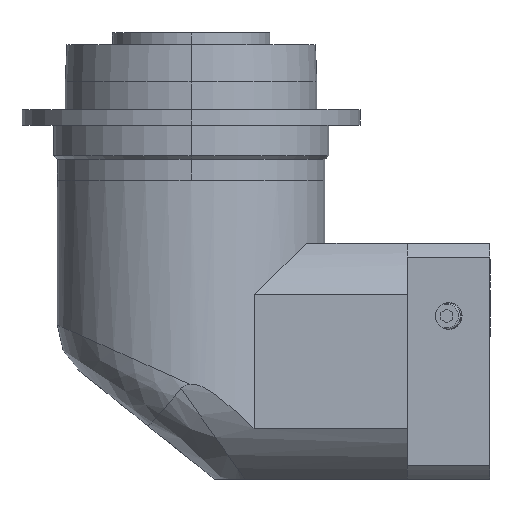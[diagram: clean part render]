
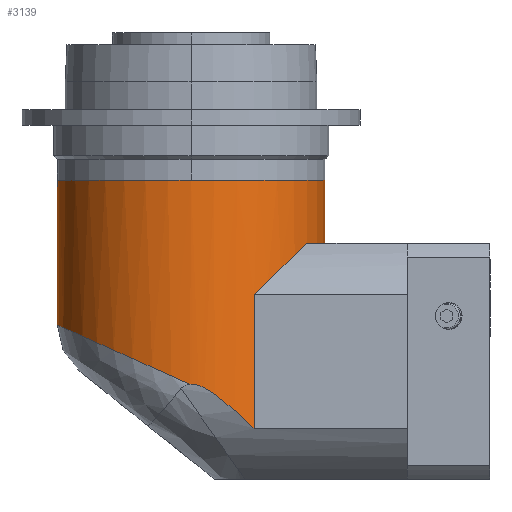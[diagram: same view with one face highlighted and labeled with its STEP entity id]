
A CAD part, left-side view. The second image highlights one B-rep face of the part: STEP entity #3139.
In plain terms, the highlighted cylindrical face has radius 34 mm (diameter 68 mm), a partial arc.
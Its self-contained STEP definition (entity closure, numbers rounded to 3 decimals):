
#71 = CARTESIAN_POINT ( 'NONE',  ( -33.973, -1.425, -53.009 ) ) ;
#188 = CARTESIAN_POINT ( 'NONE',  ( -25.253, -22.779, -23.482 ) ) ;
#292 = EDGE_CURVE ( 'NONE', #4284, #3144, #6759, .T. ) ;
#318 = EDGE_CURVE ( 'NONE', #4026, #9343, #6021, .T. ) ;
#365 = CIRCLE ( 'NONE', #4902, 34. ) ;
#371 = EDGE_CURVE ( 'NONE', #9343, #2671, #7415, .T. ) ;
#486 = ORIENTED_EDGE ( 'NONE', *, *, #371, .T. ) ;
#515 = CARTESIAN_POINT ( 'NONE',  ( -31.165, -13.655, -61.848 ) ) ;
#566 = FACE_OUTER_BOUND ( 'NONE', #5772, .T. ) ;
#865 = CARTESIAN_POINT ( 'NONE',  ( -33.899, -2.652, -53.414 ) ) ;
#994 = CARTESIAN_POINT ( 'NONE',  ( -26.744, -21.008, -25.193 ) ) ;
#1052 = ORIENTED_EDGE ( 'NONE', *, *, #318, .T. ) ;
#1196 = CARTESIAN_POINT ( 'NONE',  ( 0., -34., -1. ) ) ;
#1303 = DIRECTION ( 'NONE',  ( 1., 0., 0. ) ) ;
#1321 = CARTESIAN_POINT ( 'NONE',  ( -32.106, -11.209, -59.641 ) ) ;
#1409 = VERTEX_POINT ( 'NONE', #6727 ) ;
#1456 = ORIENTED_EDGE ( 'NONE', *, *, #8751, .F. ) ;
#1575 = CARTESIAN_POINT ( 'NONE',  ( -17.037, -29.424, -17. ) ) ;
#1670 = CARTESIAN_POINT ( 'NONE',  ( -33.788, -3.814, -53.978 ) ) ;
#1726 = CARTESIAN_POINT ( 'NONE',  ( -17.784, -28.991, -17.424 ) ) ;
#1796 = CARTESIAN_POINT ( 'NONE',  ( -28.532, -18.553, -27.549 ) ) ;
#2419 = ORIENTED_EDGE ( 'NONE', *, *, #5734, .F. ) ;
#2435 = CARTESIAN_POINT ( 'NONE',  ( -33.595, -5.281, -54.862 ) ) ;
#2556 = CARTESIAN_POINT ( 'NONE',  ( -30., -16., -29.963 ) ) ;
#2671 = VERTEX_POINT ( 'NONE', #9429 ) ;
#3036 = CARTESIAN_POINT ( 'NONE',  ( 0., 34., -37.791 ) ) ;
#3139 = ADVANCED_FACE ( 'NONE', ( #566 ), #6308, .T. ) ;
#3144 = VERTEX_POINT ( 'NONE', #3996 ) ;
#3222 = CARTESIAN_POINT ( 'NONE',  ( -33.204, -7.346, -56.381 ) ) ;
#3303 = CARTESIAN_POINT ( 'NONE',  ( -18.51, -28.532, -17.874 ) ) ;
#3632 = CARTESIAN_POINT ( 'NONE',  ( -33.828, 20.073, -44.017 ) ) ;
#3801 = CARTESIAN_POINT ( 'NONE',  ( -33.999, 0.293, -52.86 ) ) ;
#3942 = VECTOR ( 'NONE', #7701, 1000. ) ;
#3984 = EDGE_CURVE ( 'NONE', #1409, #4693, #7760, .T. ) ;
#3996 = CARTESIAN_POINT ( 'NONE',  ( -30., -16., -29.963 ) ) ;
#4005 = CARTESIAN_POINT ( 'NONE',  ( -19.781, 34., -37.791 ) ) ;
#4006 = CARTESIAN_POINT ( 'NONE',  ( -32.707, -9.312, -57.992 ) ) ;
#4026 = VERTEX_POINT ( 'NONE', #6235 ) ;
#4084 = CARTESIAN_POINT ( 'NONE',  ( 0., 34., -37.791 ) ) ;
#4098 = CARTESIAN_POINT ( 'NONE',  ( -20.566, -27.087, -19.288 ) ) ;
#4284 = VERTEX_POINT ( 'NONE', #6314 ) ;
#4344 = DIRECTION ( 'NONE',  ( 0., 0., -1. ) ) ;
#4391 = ORIENTED_EDGE ( 'NONE', *, *, #292, .T. ) ;
#4421 = CARTESIAN_POINT ( 'NONE',  ( -33.999, 0.293, -52.86 ) ) ;
#4693 = VERTEX_POINT ( 'NONE', #1575 ) ;
#4747 = CARTESIAN_POINT ( 'NONE',  ( -33.998, -0.576, -52.866 ) ) ;
#4853 = DIRECTION ( 'NONE',  ( 0., 1., 0. ) ) ;
#4861 = CARTESIAN_POINT ( 'NONE',  ( -23.645, -24.481, -21.83 ) ) ;
#4902 = AXIS2_PLACEMENT_3D ( 'NONE', #9060, #4344, #9834 ) ;
#5192 = CARTESIAN_POINT ( 'NONE',  ( -30.618, -14.841, -62.948 ) ) ;
#5247 = VERTEX_POINT ( 'NONE', #1196 ) ;
#5480 = ORIENTED_EDGE ( 'NONE', *, *, #3984, .F. ) ;
#5528 = CARTESIAN_POINT ( 'NONE',  ( -33.953, -1.839, -53.123 ) ) ;
#5653 = CARTESIAN_POINT ( 'NONE',  ( -25.765, -22.198, -24.044 ) ) ;
#5734 = EDGE_CURVE ( 'NONE', #5247, #1409, #8453, .T. ) ;
#5772 = EDGE_LOOP ( 'NONE', ( #2419, #8207, #1052, #486, #8459, #4391, #1456, #5480 ) ) ;
#5795 = EDGE_CURVE ( 'NONE', #4284, #2671, #9679, .T. ) ;
#5821 = DIRECTION ( 'NONE',  ( 0., 0., 1. ) ) ;
#5977 = CARTESIAN_POINT ( 'NONE',  ( -31.883, -11.827, -60.193 ) ) ;
#5993 = AXIS2_PLACEMENT_3D ( 'NONE', #6601, #8298, #1303 ) ;
#6021 = LINE ( 'NONE', #7615, #3942 ) ;
#6235 = CARTESIAN_POINT ( 'NONE',  ( 0., 34., -1. ) ) ;
#6265 = VECTOR ( 'NONE', #5821, 1000. ) ;
#6308 = CYLINDRICAL_SURFACE ( 'NONE', #9390, 34. ) ;
#6314 = CARTESIAN_POINT ( 'NONE',  ( -30., -16., -64.037 ) ) ;
#6321 = CARTESIAN_POINT ( 'NONE',  ( -33.865, -3.048, -53.59 ) ) ;
#6446 = CARTESIAN_POINT ( 'NONE',  ( -27.212, -20.398, -25.779 ) ) ;
#6601 = CARTESIAN_POINT ( 'NONE',  ( 0., 0., -17. ) ) ;
#6727 = CARTESIAN_POINT ( 'NONE',  ( 0., -34., -17. ) ) ;
#6732 = CARTESIAN_POINT ( 'NONE',  ( -30., -16., -64.037 ) ) ;
#6759 = LINE ( 'NONE', #9155, #6265 ) ;
#6775 = CARTESIAN_POINT ( 'NONE',  ( -32.518, -9.952, -58.541 ) ) ;
#6856 = VECTOR ( 'NONE', #8285, 1000. ) ;
#7125 = CARTESIAN_POINT ( 'NONE',  ( -33.743, -4.186, -54.19 ) ) ;
#7250 = CARTESIAN_POINT ( 'NONE',  ( -29.311, -17.292, -28.75 ) ) ;
#7415 =( BOUNDED_CURVE ( )  B_SPLINE_CURVE ( 3, ( #3036, #4005, #3632, #4421 ),
 .UNSPECIFIED., .F., .T. ) 
 B_SPLINE_CURVE_WITH_KNOTS ( ( 4, 4 ),
 ( 3.142, 4.704 ),
 .UNSPECIFIED. ) 
 CURVE ( )  GEOMETRIC_REPRESENTATION_ITEM ( )  RATIONAL_B_SPLINE_CURVE ( ( 1., 0.807, 0.807, 1. ) ) 
 REPRESENTATION_ITEM ( '' )  );
#7486 = CARTESIAN_POINT ( 'NONE',  ( 0., -34., -77. ) ) ;
#7569 = B_SPLINE_CURVE_WITH_KNOTS ( 'NONE', 3,
 ( #9575, #1726, #3303, #8799, #4098, #9600, #4861, #188, #5653, #994, #6446, #1796, #7250, #2556 ),
 .UNSPECIFIED., .F., .F.,
 ( 4, 2, 2, 2, 2, 2, 4 ),
 ( 0.142, 0.145, 0.148, 0.153, 0.156, 0.159, 0.165 ),
 .UNSPECIFIED. ) ;
#7615 = CARTESIAN_POINT ( 'NONE',  ( 0., 34., -77. ) ) ;
#7701 = DIRECTION ( 'NONE',  ( 0., 0., -1. ) ) ;
#7760 = CIRCLE ( 'NONE', #5993, 34. ) ;
#7899 = CARTESIAN_POINT ( 'NONE',  ( -33.477, -5.983, -55.357 ) ) ;
#8207 = ORIENTED_EDGE ( 'NONE', *, *, #9532, .T. ) ;
#8285 = DIRECTION ( 'NONE',  ( 0., 0., -1. ) ) ;
#8298 = DIRECTION ( 'NONE',  ( 0., 0., -1. ) ) ;
#8453 = LINE ( 'NONE', #7486, #6856 ) ;
#8459 = ORIENTED_EDGE ( 'NONE', *, *, #5795, .F. ) ;
#8697 = CARTESIAN_POINT ( 'NONE',  ( -33.05, -8.008, -56.912 ) ) ;
#8751 = EDGE_CURVE ( 'NONE', #4693, #3144, #7569, .T. ) ;
#8799 = CARTESIAN_POINT ( 'NONE',  ( -19.901, -27.58, -18.806 ) ) ;
#8820 = DIRECTION ( 'NONE',  ( 0., 0., -1. ) ) ;
#9060 = CARTESIAN_POINT ( 'NONE',  ( 0., 0., -1. ) ) ;
#9155 = CARTESIAN_POINT ( 'NONE',  ( -30., -16., -77. ) ) ;
#9251 = CARTESIAN_POINT ( 'NONE',  ( 0., 0., -77. ) ) ;
#9343 = VERTEX_POINT ( 'NONE', #4084 ) ;
#9390 = AXIS2_PLACEMENT_3D ( 'NONE', #9251, #8820, #4853 ) ;
#9429 = CARTESIAN_POINT ( 'NONE',  ( -33.999, 0.293, -52.86 ) ) ;
#9482 = CARTESIAN_POINT ( 'NONE',  ( -34.002, -0.136, -52.838 ) ) ;
#9532 = EDGE_CURVE ( 'NONE', #5247, #4026, #365, .T. ) ;
#9575 = CARTESIAN_POINT ( 'NONE',  ( -17.037, -29.424, -17. ) ) ;
#9600 = CARTESIAN_POINT ( 'NONE',  ( -22.479, -25.561, -20.778 ) ) ;
#9679 = B_SPLINE_CURVE_WITH_KNOTS ( 'NONE', 3,
 ( #6732, #5192, #515, #5977, #1321, #6775, #4006, #8697, #3222, #7899, #2435, #7125, #1670, #6321, #865, #5528, #71, #4747, #9482, #3801 ),
 .UNSPECIFIED., .F., .F.,
 ( 4, 2, 2, 2, 2, 2, 2, 2, 2, 4 ),
 ( 0.023, 0.028, 0.031, 0.033, 0.036, 0.038, 0.04, 0.041, 0.042, 0.043 ),
 .UNSPECIFIED. ) ;
#9834 = DIRECTION ( 'NONE',  ( 0., 1., 0. ) ) ;
